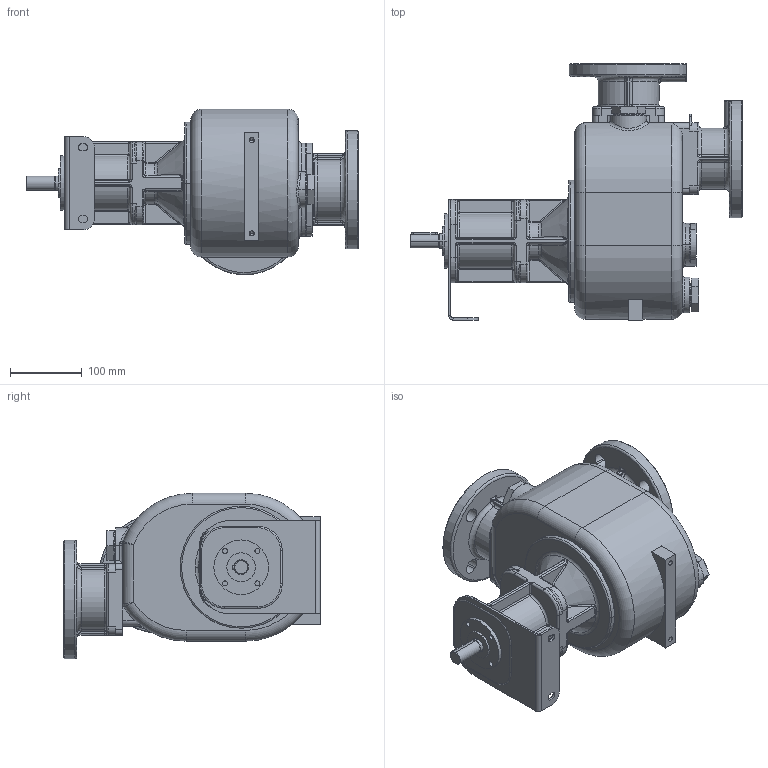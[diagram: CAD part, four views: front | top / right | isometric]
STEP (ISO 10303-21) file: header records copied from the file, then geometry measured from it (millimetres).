
FILE_DESCRIPTION((''),'2;1');
FILE_NAME('S_50_B_F','2020-04-22T10:28:47',('Nicola'),(''),'CREO PARAMETRIC BY PTC INC, 2019471','CREO PARAMETRIC BY PTC INC, 2019471','');
FILE_SCHEMA(('CONFIG_CONTROL_DESIGN'));
Length unit declared in the file: millimetre
Products named in the file (1): S_50_B_F
Bounding box: 462.5 x 357 x 230.48 mm (x, y, z)
Volume: 10172002.6 mm3; surface area: 532902.2 mm2
Topology: 2 solids, 2 shells, 778 faces, 1813 edges, 1073 vertices
Faces by surface type: cylinder 321, plane 177, bspline 111, torus 109, cone 46, sphere 12, extrusion 2
Entity records: 36749 total; most frequent: CARTESIAN_POINT 19473, DIRECTION 3632, ORIENTED_EDGE 3618, EDGE_CURVE 1809, AXIS2_PLACEMENT_3D 1480, VERTEX_POINT 1073, EDGE_LOOP 844, CIRCLE 813
